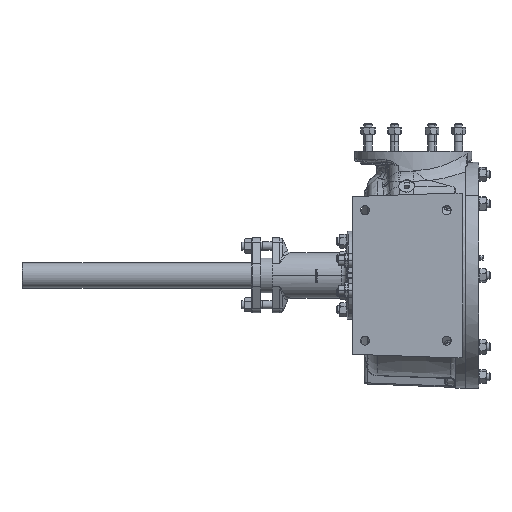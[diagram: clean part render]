
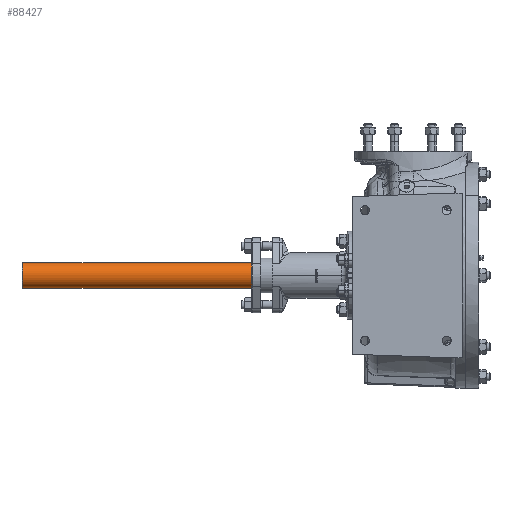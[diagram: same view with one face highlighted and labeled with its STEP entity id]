
A CAD part, front view. The second image highlights one B-rep face of the part: STEP entity #88427.
In plain terms, the highlighted cylindrical face has radius 24.594 mm (diameter 49.187 mm), a partial arc.
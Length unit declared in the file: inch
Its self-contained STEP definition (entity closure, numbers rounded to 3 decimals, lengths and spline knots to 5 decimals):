
#1249 = VERTEX_POINT ( 'NONE', #107504 ) ;
#3238 = DIRECTION ( 'NONE',  ( 1., 0., 0. ) ) ;
#3354 = CIRCLE ( 'NONE', #106328, 0.96825 ) ;
#8316 = EDGE_CURVE ( 'NONE', #70833, #1249, #122641, .T. ) ;
#9211 = EDGE_LOOP ( 'NONE', ( #46329, #107537, #73464, #121118 ) ) ;
#9906 = VERTEX_POINT ( 'NONE', #130644 ) ;
#15419 = CYLINDRICAL_SURFACE ( 'NONE', #77989, 0.96825 ) ;
#29675 = CARTESIAN_POINT ( 'NONE',  ( -33.913, 0., -0.96825 ) ) ;
#32375 = AXIS2_PLACEMENT_3D ( 'NONE', #119579, #55076, #130338 ) ;
#34993 = CIRCLE ( 'NONE', #32375, 0.96825 ) ;
#46329 = ORIENTED_EDGE ( 'NONE', *, *, #8316, .F. ) ;
#55076 = DIRECTION ( 'NONE',  ( -1., 0., 0. ) ) ;
#57530 = FACE_OUTER_BOUND ( 'NONE', #9211, .T. ) ;
#63754 = DIRECTION ( 'NONE',  ( 1., 0., 0. ) ) ;
#65479 = VECTOR ( 'NONE', #63754, 39.37008 ) ;
#67575 = DIRECTION ( 'NONE',  ( 0., 0., -1. ) ) ;
#67604 = CARTESIAN_POINT ( 'NONE',  ( -33.913, 0., 0. ) ) ;
#70833 = VERTEX_POINT ( 'NONE', #108394 ) ;
#71327 = EDGE_CURVE ( 'Defeatured_0_1469+Defeatured_0_1482+Defeatured_0_1482+Defeatured_0_1482', #9906, #1249, #34993, .T. ) ;
#73464 = ORIENTED_EDGE ( 'NONE', *, *, #113281, .T. ) ;
#76058 = CARTESIAN_POINT ( 'NONE',  ( -33.973, 0., 0. ) ) ;
#77989 = AXIS2_PLACEMENT_3D ( 'NONE', #76058, #86804, #67575 ) ;
#78422 = DIRECTION ( 'NONE',  ( 0., 0., -1. ) ) ;
#80595 = VECTOR ( 'NONE', #117772, 39.37008 ) ;
#86804 = DIRECTION ( 'NONE',  ( 1., 0., 0. ) ) ;
#87284 = VERTEX_POINT ( 'NONE', #29675 ) ;
#88427 = ADVANCED_FACE ( 'Defeatured_0_1469', ( #57530 ), #15419, .T. ) ;
#106328 = AXIS2_PLACEMENT_3D ( 'NONE', #67604, #3238, #78422 ) ;
#106897 = CARTESIAN_POINT ( 'NONE',  ( -33.973, 0., -0.96825 ) ) ;
#107504 = CARTESIAN_POINT ( 'NONE',  ( -16.383, 0., 0.96825 ) ) ;
#107537 = ORIENTED_EDGE ( 'NONE', *, *, #125246, .T. ) ;
#108394 = CARTESIAN_POINT ( 'NONE',  ( -33.913, 0., 0.96825 ) ) ;
#109118 = LINE ( 'NONE', #106897, #80595 ) ;
#113281 = EDGE_CURVE ( 'NONE', #87284, #9906, #109118, .T. ) ;
#117772 = DIRECTION ( 'NONE',  ( 1., 0., 0. ) ) ;
#119579 = CARTESIAN_POINT ( 'NONE',  ( -16.383, 0., 0. ) ) ;
#121118 = ORIENTED_EDGE ( 'NONE', *, *, #71327, .T. ) ;
#122641 = LINE ( 'NONE', #128087, #65479 ) ;
#125246 = EDGE_CURVE ( 'Defeatured_0_1469+Defeatured_0_1455+Defeatured_0_1456+Defeatured_0_1454', #70833, #87284, #3354, .T. ) ;
#128087 = CARTESIAN_POINT ( 'NONE',  ( -33.973, 0., 0.96825 ) ) ;
#130338 = DIRECTION ( 'NONE',  ( 0., 0., -1. ) ) ;
#130644 = CARTESIAN_POINT ( 'NONE',  ( -16.383, 0., -0.96825 ) ) ;
